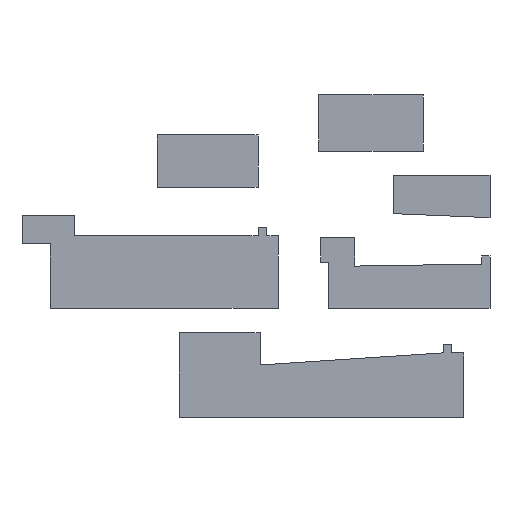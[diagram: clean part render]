
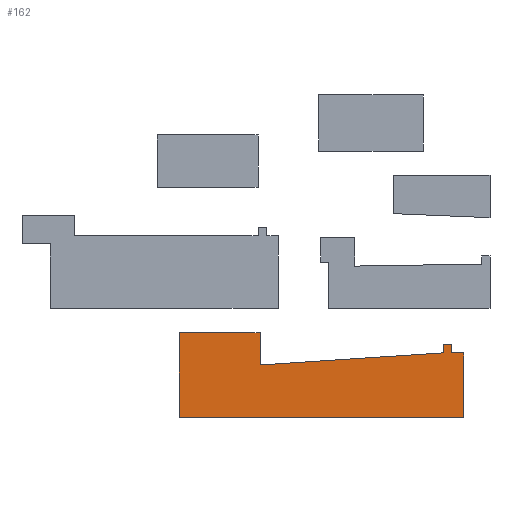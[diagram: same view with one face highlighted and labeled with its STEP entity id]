
A CAD part, left-side view. The second image highlights one B-rep face of the part: STEP entity #162.
In plain terms, the highlighted free-form (B-spline) face has degree [1, 1] with [2, 2] control points.
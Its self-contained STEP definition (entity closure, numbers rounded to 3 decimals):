
#100=(
BOUNDED_SURFACE()
B_SPLINE_SURFACE(1,1,((#2693,#2694),(#2695,#2696)),.UNSPECIFIED.,.F.,.F.,
.F.)
B_SPLINE_SURFACE_WITH_KNOTS((2,2),(2,2),(-7.467,13.533),
(0.,70.5),.UNSPECIFIED.)
GEOMETRIC_REPRESENTATION_ITEM()
RATIONAL_B_SPLINE_SURFACE(((1.,1.),(1.,1.)))
REPRESENTATION_ITEM('')
SURFACE()
);
#162=ADVANCED_FACE('',(#224),#100,.T.);
#224=FACE_OUTER_BOUND('',#286,.T.);
#286=EDGE_LOOP('',(#576,#577,#578,#579,#580,#581,#582,#583,#584,#585,#586));
#576=ORIENTED_EDGE('',*,*,#932,.T.);
#577=ORIENTED_EDGE('',*,*,#933,.T.);
#578=ORIENTED_EDGE('',*,*,#934,.T.);
#579=ORIENTED_EDGE('',*,*,#935,.T.);
#580=ORIENTED_EDGE('',*,*,#936,.T.);
#581=ORIENTED_EDGE('',*,*,#937,.T.);
#582=ORIENTED_EDGE('',*,*,#938,.T.);
#583=ORIENTED_EDGE('',*,*,#939,.T.);
#584=ORIENTED_EDGE('',*,*,#940,.T.);
#585=ORIENTED_EDGE('',*,*,#941,.T.);
#586=ORIENTED_EDGE('',*,*,#942,.T.);
#932=EDGE_CURVE('',#1542,#1532,#1232,.T.);
#933=EDGE_CURVE('',#1532,#1533,#1233,.T.);
#934=EDGE_CURVE('',#1533,#1534,#1234,.T.);
#935=EDGE_CURVE('',#1534,#1535,#1235,.T.);
#936=EDGE_CURVE('',#1535,#1536,#1236,.T.);
#937=EDGE_CURVE('',#1536,#1537,#1237,.T.);
#938=EDGE_CURVE('',#1537,#1538,#1238,.T.);
#939=EDGE_CURVE('',#1538,#1539,#1239,.T.);
#940=EDGE_CURVE('',#1539,#1540,#1240,.T.);
#941=EDGE_CURVE('',#1540,#1541,#1241,.T.);
#942=EDGE_CURVE('',#1541,#1542,#1242,.T.);
#1232=B_SPLINE_CURVE_WITH_KNOTS('',1,(#2659,#2660),.UNSPECIFIED.,.F.,.F.,
(2,2),(0.,1.),.UNSPECIFIED.);
#1233=B_SPLINE_CURVE_WITH_KNOTS('',1,(#2661,#2662),.UNSPECIFIED.,.F.,.F.,
(2,2),(0.,1.),.UNSPECIFIED.);
#1234=B_SPLINE_CURVE_WITH_KNOTS('',1,(#2663,#2664),.UNSPECIFIED.,.F.,.F.,
(2,2),(0.,1.),.UNSPECIFIED.);
#1235=B_SPLINE_CURVE_WITH_KNOTS('',1,(#2665,#2666),.UNSPECIFIED.,.F.,.F.,
(2,2),(0.,1.),.UNSPECIFIED.);
#1236=B_SPLINE_CURVE_WITH_KNOTS('',1,(#2667,#2668),.UNSPECIFIED.,.F.,.F.,
(2,2),(0.,1.),.UNSPECIFIED.);
#1237=B_SPLINE_CURVE_WITH_KNOTS('',1,(#2669,#2670),.UNSPECIFIED.,.F.,.F.,
(2,2),(0.,1.),.UNSPECIFIED.);
#1238=B_SPLINE_CURVE_WITH_KNOTS('',1,(#2671,#2672),.UNSPECIFIED.,.F.,.F.,
(2,2),(0.,1.),.UNSPECIFIED.);
#1239=B_SPLINE_CURVE_WITH_KNOTS('',1,(#2673,#2674),.UNSPECIFIED.,.F.,.F.,
(2,2),(0.,1.),.UNSPECIFIED.);
#1240=B_SPLINE_CURVE_WITH_KNOTS('',1,(#2675,#2676),.UNSPECIFIED.,.F.,.F.,
(2,2),(0.,1.),.UNSPECIFIED.);
#1241=B_SPLINE_CURVE_WITH_KNOTS('',1,(#2677,#2678),.UNSPECIFIED.,.F.,.F.,
(2,2),(0.,1.),.UNSPECIFIED.);
#1242=B_SPLINE_CURVE_WITH_KNOTS('',1,(#2679,#2680),.UNSPECIFIED.,.F.,.F.,
(2,2),(0.,1.),.UNSPECIFIED.);
#1532=VERTEX_POINT('',#2538);
#1533=VERTEX_POINT('',#2539);
#1534=VERTEX_POINT('',#2540);
#1535=VERTEX_POINT('',#2541);
#1536=VERTEX_POINT('',#2542);
#1537=VERTEX_POINT('',#2543);
#1538=VERTEX_POINT('',#2544);
#1539=VERTEX_POINT('',#2545);
#1540=VERTEX_POINT('',#2546);
#1541=VERTEX_POINT('',#2547);
#1542=VERTEX_POINT('',#2548);
#2538=CARTESIAN_POINT('',(1.4,-10.,-5.067));
#2539=CARTESIAN_POINT('',(1.4,-10.,-4.));
#2540=CARTESIAN_POINT('',(1.4,-7.,-4.));
#2541=CARTESIAN_POINT('',(1.4,-7.,-2.));
#2542=CARTESIAN_POINT('',(1.4,-5.,-2.));
#2543=CARTESIAN_POINT('',(1.4,-5.,-4.));
#2544=CARTESIAN_POINT('',(1.4,40.5,-7.));
#2545=CARTESIAN_POINT('',(1.4,40.5,1.));
#2546=CARTESIAN_POINT('',(1.4,60.5,1.));
#2547=CARTESIAN_POINT('',(1.4,60.5,-20.));
#2548=CARTESIAN_POINT('',(1.4,-10.,-20.));
#2659=CARTESIAN_POINT('',(1.4,-10.,-20.));
#2660=CARTESIAN_POINT('',(1.4,-10.,-5.067));
#2661=CARTESIAN_POINT('',(1.4,-10.,-5.067));
#2662=CARTESIAN_POINT('',(1.4,-10.,-4.));
#2663=CARTESIAN_POINT('',(1.4,-10.,-4.));
#2664=CARTESIAN_POINT('',(1.4,-7.,-4.));
#2665=CARTESIAN_POINT('',(1.4,-7.,-4.));
#2666=CARTESIAN_POINT('',(1.4,-7.,-2.));
#2667=CARTESIAN_POINT('',(1.4,-7.,-2.));
#2668=CARTESIAN_POINT('',(1.4,-5.,-2.));
#2669=CARTESIAN_POINT('',(1.4,-5.,-2.));
#2670=CARTESIAN_POINT('',(1.4,-5.,-4.));
#2671=CARTESIAN_POINT('',(1.4,-5.,-4.));
#2672=CARTESIAN_POINT('',(1.4,40.5,-7.));
#2673=CARTESIAN_POINT('',(1.4,40.5,-7.));
#2674=CARTESIAN_POINT('',(1.4,40.5,1.));
#2675=CARTESIAN_POINT('',(1.4,40.5,1.));
#2676=CARTESIAN_POINT('',(1.4,60.5,1.));
#2677=CARTESIAN_POINT('',(1.4,60.5,1.));
#2678=CARTESIAN_POINT('',(1.4,60.5,-20.));
#2679=CARTESIAN_POINT('',(1.4,60.5,-20.));
#2680=CARTESIAN_POINT('',(1.4,-10.,-20.));
#2693=CARTESIAN_POINT('',(1.4,-10.,-20.));
#2694=CARTESIAN_POINT('',(1.4,60.5,-20.));
#2695=CARTESIAN_POINT('',(1.4,-10.,1.));
#2696=CARTESIAN_POINT('',(1.4,60.5,1.));
